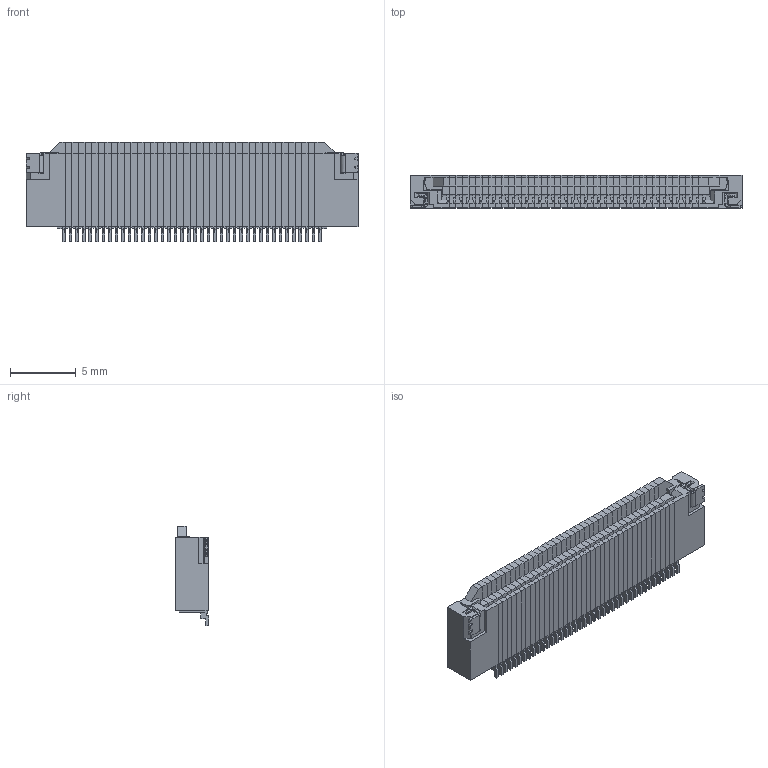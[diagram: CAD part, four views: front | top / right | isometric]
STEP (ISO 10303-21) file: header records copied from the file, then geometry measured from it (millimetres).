
FILE_DESCRIPTION (( 'STEP AP214' ), '1' );
FILE_NAME ('reoriented-F31L-1A7H1-11040.STEP', '2023-07-20T06:00:56', ( '' ), ( '' ), 'SwSTEP 2.0', 'SolidWorks 2021', '' );
FILE_SCHEMA (( 'AUTOMOTIVE_DESIGN' ));
Length unit declared in the file: millimetre
Products named in the file (5): F31L_L.STEP; F31L-1A7H1-11040.STEP; F31L_R.STEP; F31L_M.STEP; reoriented-F31L-1A7H1-11040
Assembly tree (41 placements, depth 3):
  reoriented-F31L-1A7H1-11040
    F31L-1A7H1-11040.STEP
      F31L_L.STEP
      F31L_M.STEP  x38
      F31L_R.STEP
Bounding box: 25.3 x 2.55 x 7.57 mm (x, y, z)
Volume: 247.6 mm3; surface area: 1859.6 mm2
Topology: 78 solids, 78 shells, 5817 faces, 16403 edges, 10772 vertices
Faces by surface type: plane 4132, cylinder 1679, cone 4, bspline 2
Entity records: 23975 total; most frequent: CARTESIAN_POINT 4779, ORIENTED_EDGE 4094, DIRECTION 3784, EDGE_CURVE 2047, VECTOR 1592, LINE 1592, VERTEX_POINT 1337, AXIS2_PLACEMENT_3D 1096
